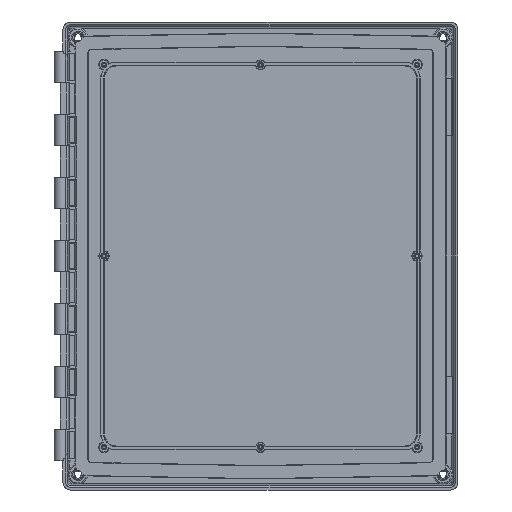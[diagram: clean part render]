
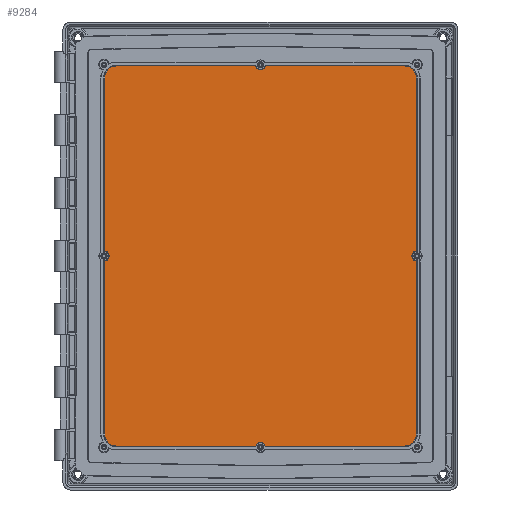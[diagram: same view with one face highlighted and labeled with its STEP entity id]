
A CAD part, front view. The second image highlights one B-rep face of the part: STEP entity #9284.
In plain terms, the highlighted planar face has unit normal (0, -1, 0).
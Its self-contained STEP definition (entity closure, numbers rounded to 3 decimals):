
#1413=DIRECTION('',(-1.,0.,0.));
#1414=VECTOR('',#1413,101.621);
#1415=CARTESIAN_POINT('',(105.,12.6,-138.789));
#1416=LINE('',#1415,#1414);
#1417=CARTESIAN_POINT('',(0.,12.6,-139.7));
#1418=DIRECTION('',(0.,-1.,0.));
#1419=DIRECTION('',(0.966,0.,0.26));
#1420=AXIS2_PLACEMENT_3D('',#1417,#1418,#1419);
#1422=DIRECTION('',(-1.,0.,0.));
#1423=VECTOR('',#1422,101.621);
#1424=CARTESIAN_POINT('',(-3.379,12.6,-138.789));
#1425=LINE('',#1424,#1423);
#1426=CARTESIAN_POINT('',(-105.,12.6,-130.));
#1427=DIRECTION('',(0.,1.,0.));
#1428=DIRECTION('',(0.,0.,-1.));
#1429=AXIS2_PLACEMENT_3D('',#1426,#1427,#1428);
#1431=DIRECTION('',(0.,0.,1.));
#1432=VECTOR('',#1431,126.315);
#1433=CARTESIAN_POINT('',(-113.789,12.6,-130.));
#1434=LINE('',#1433,#1432);
#1435=DIRECTION('',(0.,0.,1.));
#1436=VECTOR('',#1435,126.315);
#1437=CARTESIAN_POINT('',(-113.789,12.6,3.685));
#1438=LINE('',#1437,#1436);
#1439=CARTESIAN_POINT('',(-105.,12.6,130.));
#1440=DIRECTION('',(0.,1.,0.));
#1441=DIRECTION('',(-1.,0.,0.));
#1442=AXIS2_PLACEMENT_3D('',#1439,#1440,#1441);
#1444=DIRECTION('',(1.,0.,0.));
#1445=VECTOR('',#1444,101.393);
#1446=CARTESIAN_POINT('',(-105.,12.6,138.789));
#1447=LINE('',#1446,#1445);
#1448=CARTESIAN_POINT('',(0.,12.6,139.7));
#1449=DIRECTION('',(0.,-1.,0.));
#1450=DIRECTION('',(-0.97,0.,-0.245));
#1451=AXIS2_PLACEMENT_3D('',#1448,#1449,#1450);
#1453=DIRECTION('',(1.,0.,0.));
#1454=VECTOR('',#1453,101.393);
#1455=CARTESIAN_POINT('',(3.607,12.6,138.789));
#1456=LINE('',#1455,#1454);
#1457=CARTESIAN_POINT('',(105.,12.6,130.));
#1458=DIRECTION('',(0.,1.,0.));
#1459=DIRECTION('',(0.,0.,1.));
#1460=AXIS2_PLACEMENT_3D('',#1457,#1458,#1459);
#1462=DIRECTION('',(0.,0.,-1.));
#1463=VECTOR('',#1462,126.315);
#1464=CARTESIAN_POINT('',(113.789,12.6,130.));
#1465=LINE('',#1464,#1463);
#1466=DIRECTION('',(0.,0.,-1.));
#1467=VECTOR('',#1466,126.315);
#1468=CARTESIAN_POINT('',(113.789,12.6,-3.685));
#1469=LINE('',#1468,#1467);
#1470=CARTESIAN_POINT('',(105.,12.6,-130.));
#1471=DIRECTION('',(0.,1.,0.));
#1472=DIRECTION('',(1.,0.,0.));
#1473=AXIS2_PLACEMENT_3D('',#1470,#1471,#1472);
#2081=CARTESIAN_POINT('',(-113.789,12.6,-3.685));
#2088=CARTESIAN_POINT('',(-113.789,12.6,3.685));
#2095=CARTESIAN_POINT('',(-114.3,12.6,0.));
#2096=DIRECTION('',(0.,1.,0.));
#2097=DIRECTION('',(0.137,0.,0.991));
#2098=AXIS2_PLACEMENT_3D('',#2095,#2096,#2097);
#2115=CARTESIAN_POINT('',(3.379,12.6,-138.789));
#2117=CARTESIAN_POINT('',(-3.379,12.6,-138.789));
#2144=CARTESIAN_POINT('',(113.789,12.6,-3.685));
#2151=CARTESIAN_POINT('',(114.3,12.6,0.));
#2152=DIRECTION('',(0.,1.,0.));
#2153=DIRECTION('',(-0.137,0.,-0.991));
#2154=AXIS2_PLACEMENT_3D('',#2151,#2152,#2153);
#2161=CARTESIAN_POINT('',(113.789,12.6,3.685));
#2290=CARTESIAN_POINT('',(-3.607,12.6,138.789));
#2292=CARTESIAN_POINT('',(3.607,12.6,138.789));
#8195=VERTEX_POINT('',#2115);
#8196=CARTESIAN_POINT('',(105.,12.6,-138.789));
#8197=VERTEX_POINT('',#8196);
#8200=CARTESIAN_POINT('',(113.789,12.6,-130.));
#8201=VERTEX_POINT('',#8200);
#8204=VERTEX_POINT('',#2144);
#8207=VERTEX_POINT('',#2081);
#8208=CARTESIAN_POINT('',(-113.789,12.6,-130.));
#8209=VERTEX_POINT('',#8208);
#8212=CARTESIAN_POINT('',(-105.,12.6,-138.789));
#8213=VERTEX_POINT('',#8212);
#8216=VERTEX_POINT('',#2117);
#8219=VERTEX_POINT('',#2290);
#8220=CARTESIAN_POINT('',(-105.,12.6,138.789));
#8221=VERTEX_POINT('',#8220);
#8224=CARTESIAN_POINT('',(-113.789,12.6,130.));
#8225=VERTEX_POINT('',#8224);
#8228=VERTEX_POINT('',#2088);
#8231=VERTEX_POINT('',#2161);
#8232=CARTESIAN_POINT('',(113.789,12.6,130.));
#8233=VERTEX_POINT('',#8232);
#8236=CARTESIAN_POINT('',(105.,12.6,138.789));
#8237=VERTEX_POINT('',#8236);
#8240=VERTEX_POINT('',#2292);
#9245=CARTESIAN_POINT('',(0.,12.6,-232.));
#9246=DIRECTION('',(0.,1.,0.));
#9247=DIRECTION('',(1.,0.,0.));
#9248=AXIS2_PLACEMENT_3D('',#9245,#9246,#9247);
#9249=PLANE('',#9248);
#9251=ORIENTED_EDGE('',*,*,#9250,.T.);
#9253=ORIENTED_EDGE('',*,*,#9252,.T.);
#9255=ORIENTED_EDGE('',*,*,#9254,.T.);
#9257=ORIENTED_EDGE('',*,*,#9256,.T.);
#9259=ORIENTED_EDGE('',*,*,#9258,.T.);
#9261=ORIENTED_EDGE('',*,*,#9260,.F.);
#9263=ORIENTED_EDGE('',*,*,#9262,.T.);
#9265=ORIENTED_EDGE('',*,*,#9264,.T.);
#9267=ORIENTED_EDGE('',*,*,#9266,.T.);
#9269=ORIENTED_EDGE('',*,*,#9268,.T.);
#9271=ORIENTED_EDGE('',*,*,#9270,.T.);
#9273=ORIENTED_EDGE('',*,*,#9272,.T.);
#9275=ORIENTED_EDGE('',*,*,#9274,.T.);
#9277=ORIENTED_EDGE('',*,*,#9276,.F.);
#9279=ORIENTED_EDGE('',*,*,#9278,.T.);
#9281=ORIENTED_EDGE('',*,*,#9280,.T.);
#9282=EDGE_LOOP('',(#9251,#9253,#9255,#9257,#9259,#9261,#9263,#9265,#9267,#9269,
#9271,#9273,#9275,#9277,#9279,#9281));
#9283=FACE_OUTER_BOUND('',#9282,.F.);
#9284=ADVANCED_FACE('',(#9283),#9249,.F.);
#1421=CIRCLE('',#1420,3.5);
#1430=CIRCLE('',#1429,8.789);
#1443=CIRCLE('',#1442,8.789);
#1452=CIRCLE('',#1451,3.72);
#1461=CIRCLE('',#1460,8.789);
#1474=CIRCLE('',#1473,8.789);
#2099=CIRCLE('',#2098,3.72);
#2155=CIRCLE('',#2154,3.72);
#9250=EDGE_CURVE('',#8197,#8195,#1416,.T.);
#9252=EDGE_CURVE('',#8195,#8216,#1421,.T.);
#9254=EDGE_CURVE('',#8216,#8213,#1425,.T.);
#9256=EDGE_CURVE('',#8213,#8209,#1430,.T.);
#9258=EDGE_CURVE('',#8209,#8207,#1434,.T.);
#9260=EDGE_CURVE('',#8228,#8207,#2099,.T.);
#9262=EDGE_CURVE('',#8228,#8225,#1438,.T.);
#9264=EDGE_CURVE('',#8225,#8221,#1443,.T.);
#9266=EDGE_CURVE('',#8221,#8219,#1447,.T.);
#9268=EDGE_CURVE('',#8219,#8240,#1452,.T.);
#9270=EDGE_CURVE('',#8240,#8237,#1456,.T.);
#9272=EDGE_CURVE('',#8237,#8233,#1461,.T.);
#9274=EDGE_CURVE('',#8233,#8231,#1465,.T.);
#9276=EDGE_CURVE('',#8204,#8231,#2155,.T.);
#9278=EDGE_CURVE('',#8204,#8201,#1469,.T.);
#9280=EDGE_CURVE('',#8201,#8197,#1474,.T.);
